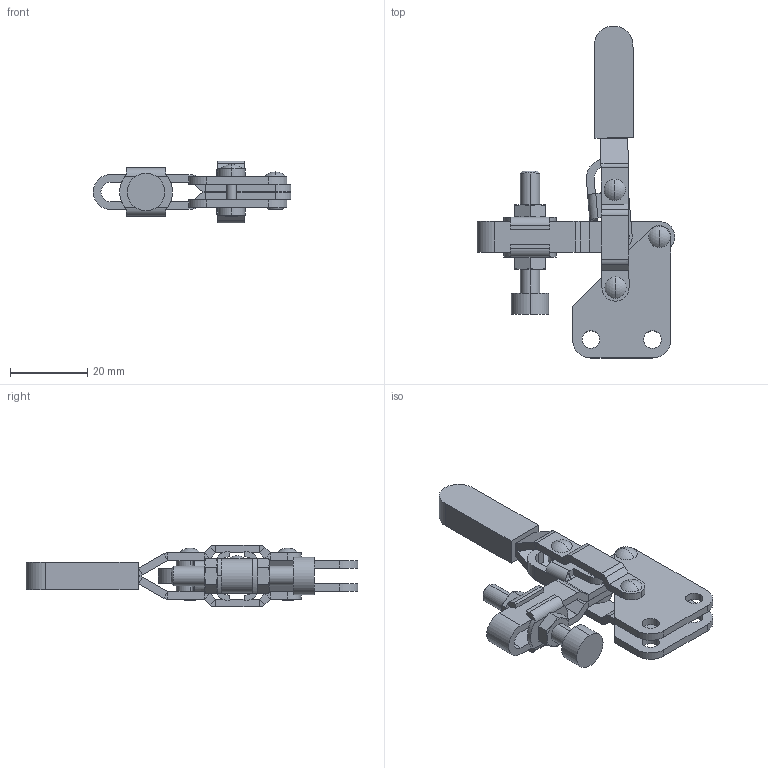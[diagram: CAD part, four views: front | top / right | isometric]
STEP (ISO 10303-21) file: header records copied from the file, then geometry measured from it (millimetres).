
FILE_DESCRIPTION (( 'STEP AP203' ), '1' );
FILE_NAME ('GH-101-AI.STEP', '2019-05-10T08:33:44', ( 'LinWei' ), ( '' ), 'SwSTEP 2.0', 'SolidWorks 2016', '' );
FILE_SCHEMA (( 'CONFIG_CONTROL_DESIGN' ));
Length unit declared in the file: millimetre
Products named in the file (6): Group1^GH-101-AI; Group2^GH-101-AI; Group3^GH-101-AI; Group5^GH-101-AI; 1101AI09-1-1^GH-101-AI; GH-101-AI
Assembly tree (5 placements, depth 2):
  GH-101-AI
    Group1^GH-101-AI
    Group2^GH-101-AI
    Group3^GH-101-AI
    Group5^GH-101-AI
    1101AI09-1-1^GH-101-AI
Bounding box: 51 x 85.7 x 16 mm (x, y, z)
Volume: 9755.6 mm3; surface area: 10471.2 mm2
Topology: 5 solids, 5 shells, 342 faces, 800 edges, 484 vertices
Faces by surface type: plane 186, cylinder 112, cone 26, torus 8, sphere 8, bspline 2
Entity records: 10520 total; most frequent: CARTESIAN_POINT 1960, DIRECTION 1720, ORIENTED_EDGE 1600, EDGE_CURVE 800, AXIS2_PLACEMENT_3D 642, VERTEX_POINT 484, LINE 436, VECTOR 436
